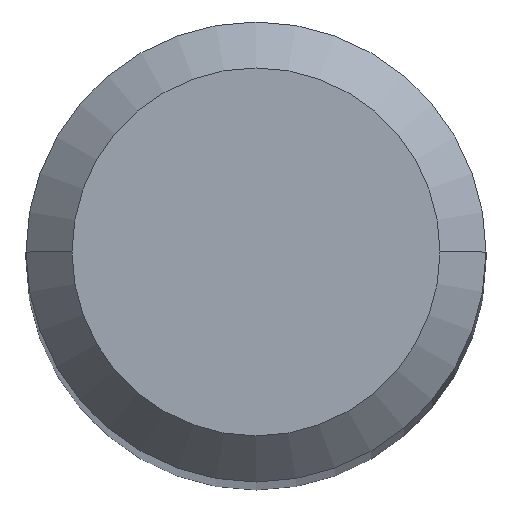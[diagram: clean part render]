
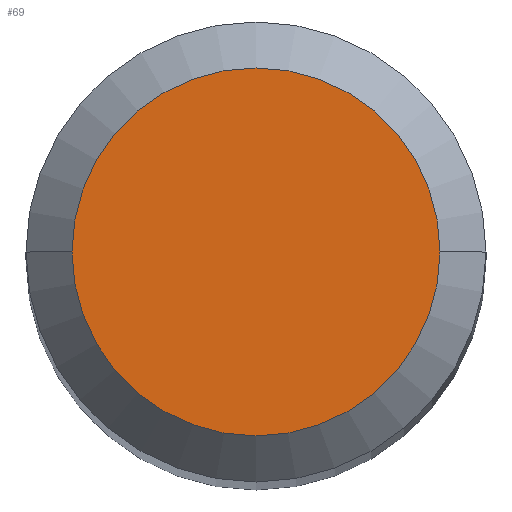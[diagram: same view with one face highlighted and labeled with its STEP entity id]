
A CAD part, top view. The second image highlights one B-rep face of the part: STEP entity #69.
In plain terms, the highlighted planar face has unit normal (0, 0, 1).
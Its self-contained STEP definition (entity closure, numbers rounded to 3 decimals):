
#69=ADVANCED_FACE('',(#90),#91,.T.);
#90=FACE_OUTER_BOUND('',#115,.T.);
#91=PLANE('',#116);
#115=EDGE_LOOP('',(#173,#174));
#116=AXIS2_PLACEMENT_3D('',#175,#176,#177);
#173=ORIENTED_EDGE('',*,*,#200,.F.);
#174=ORIENTED_EDGE('',*,*,#210,.F.);
#175=CARTESIAN_POINT('',(0.0,0.0,0.0));
#176=DIRECTION('',(0.0,0.0,1.0));
#177=DIRECTION('',(-1.0,0.0,0.0));
#200=EDGE_CURVE('',#221,#217,#223,.T.);
#210=EDGE_CURVE('',#217,#221,#237,.T.);
#217=VERTEX_POINT('',#247);
#221=VERTEX_POINT('',#252);
#223=CIRCLE('',#255,1.2);
#237=CIRCLE('',#273,1.2);
#247=CARTESIAN_POINT('',(-1.2,0.,0.0));
#252=CARTESIAN_POINT('',(1.2,0.,0.0));
#255=AXIS2_PLACEMENT_3D('',#287,#288,#289);
#273=AXIS2_PLACEMENT_3D('',#309,#310,#311);
#287=CARTESIAN_POINT('',(0.0,0.0,0.0));
#288=DIRECTION('',(0.0,0.0,-1.0));
#289=DIRECTION('',(-1.0,0.0,0.0));
#309=CARTESIAN_POINT('',(0.0,0.0,0.0));
#310=DIRECTION('',(0.0,0.0,-1.0));
#311=DIRECTION('',(-1.0,0.0,0.0));
